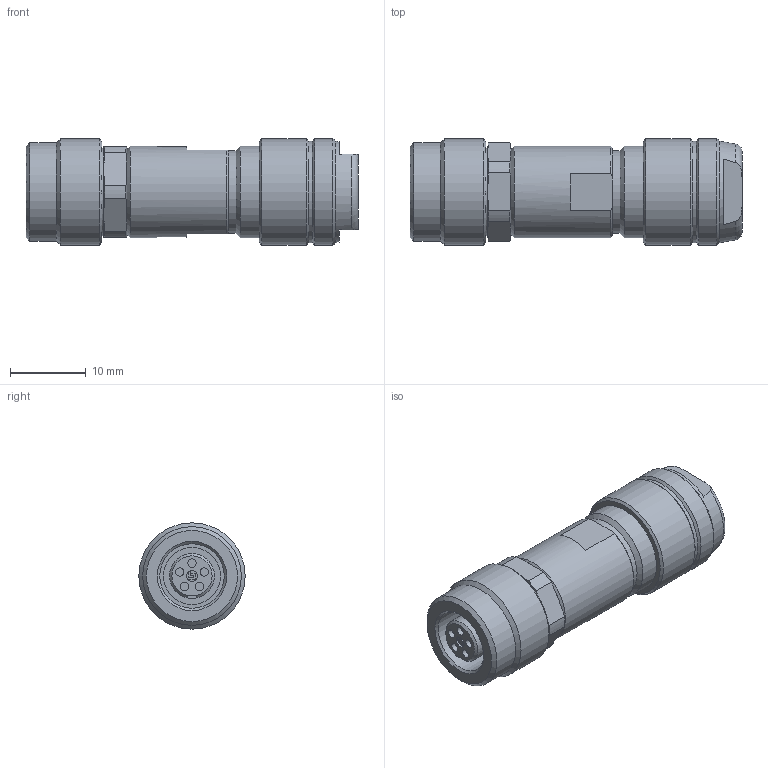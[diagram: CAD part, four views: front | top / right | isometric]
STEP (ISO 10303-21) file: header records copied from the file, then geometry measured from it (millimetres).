
FILE_DESCRIPTION(/* description */ (''),/* implementation_level */ '2;1');
FILE_NAME(/* name */ '99 0414 115 05 001_00.stp',/* time_stamp */ '2014-04-04T10:23:22+02:00',/* author */ (''),/* organization */ (''),/* preprocessor_version */ 'ST-DEVELOPER v14',/* originating_system */ 'SIEMENS PLM Software NX 8.0',/* authorisation */ '');
FILE_SCHEMA (('AP203_CONFIGURATION_CONTROLLED_3D_DESIGN_OF_MECHANICAL_PARTS_AND_ASSEMBLIES_MIM_LF { 1 0 10303 403 2 1 2}'));
Length unit declared in the file: millimetre
Products named in the file (1): cerl0F78C8AChxar
Bounding box: 43.71 x 14 x 14 mm (x, y, z)
Volume: 5403.7 mm3; surface area: 2620.4 mm2
Topology: 1 solids, 1 shells, 115 faces, 256 edges, 165 vertices
Faces by surface type: plane 56, cylinder 31, cone 26, torus 2
Full cylindrical faces by diameter (mm): 1.1 x5, 1.5 x1, 1.63 x5, 7.5 x1, 8.5 x2, 10.9 x1, 11.6 x1, 12 x2, 13 x1, 13.4 x1, 14 x3
Entity records: 3028 total; most frequent: CARTESIAN_POINT 597, DIRECTION 494, ORIENTED_EDGE 416, EDGE_CURVE 208, AXIS2_PLACEMENT_3D 208, EDGE_LOOP 171, VERTEX_POINT 151, ADVANCED_FACE 115
